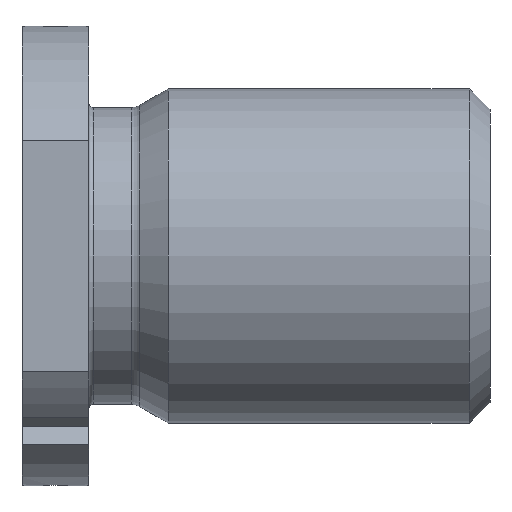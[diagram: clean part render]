
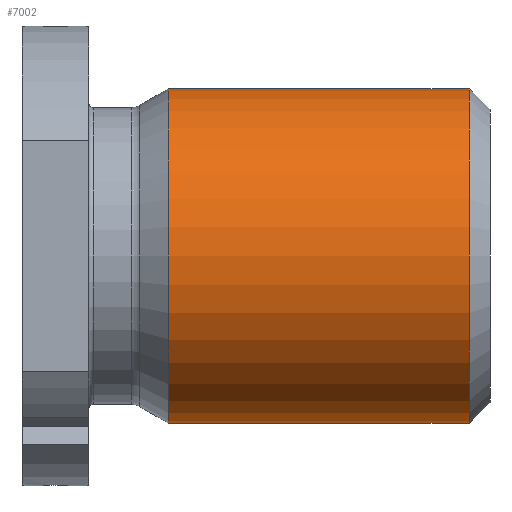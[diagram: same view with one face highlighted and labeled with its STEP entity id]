
A CAD part, front view. The second image highlights one B-rep face of the part: STEP entity #7002.
In plain terms, the highlighted cylindrical face has radius 40 mm (diameter 80 mm), a partial arc.
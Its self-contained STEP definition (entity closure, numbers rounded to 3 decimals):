
#1=CARTESIAN_POINT('',(107.,0.,0.));
#2=DIRECTION('',(-1.,0.,0.));
#3=DIRECTION('',(0.,0.,-1.));
#4=AXIS2_PLACEMENT_3D('',#1,#2,#3);
#19=DIRECTION('',(-1.,0.,0.));
#20=VECTOR('',#19,72.);
#21=CARTESIAN_POINT('',(107.,0.,-40.));
#22=LINE('',#21,#20);
#23=DIRECTION('',(-1.,0.,0.));
#24=VECTOR('',#23,72.);
#25=CARTESIAN_POINT('',(107.,0.,40.));
#26=LINE('',#25,#24);
#5238=CARTESIAN_POINT('',(35.,0.,0.));
#5239=DIRECTION('',(-1.,0.,0.));
#5240=DIRECTION('',(0.,0.,-1.));
#5241=AXIS2_PLACEMENT_3D('',#5238,#5239,#5240);
#5247=CARTESIAN_POINT('',(35.,0.,-40.));
#5248=CARTESIAN_POINT('',(35.,0.,40.));
#5249=VERTEX_POINT('',#5247);
#5250=VERTEX_POINT('',#5248);
#5251=CARTESIAN_POINT('',(107.,0.,-40.));
#5252=CARTESIAN_POINT('',(107.,0.,40.));
#5253=VERTEX_POINT('',#5251);
#5254=VERTEX_POINT('',#5252);
#6988=CARTESIAN_POINT('',(-5.6,0.,0.));
#6989=DIRECTION('',(1.,0.,0.));
#6990=DIRECTION('',(0.,0.,1.));
#6991=AXIS2_PLACEMENT_3D('',#6988,#6989,#6990);
#6992=CYLINDRICAL_SURFACE('',#6991,40.);
#6994=ORIENTED_EDGE('',*,*,#6993,.T.);
#6996=ORIENTED_EDGE('',*,*,#6995,.T.);
#6998=ORIENTED_EDGE('',*,*,#6997,.F.);
#6999=ORIENTED_EDGE('',*,*,#6978,.F.);
#7000=EDGE_LOOP('',(#6994,#6996,#6998,#6999));
#7001=FACE_OUTER_BOUND('',#7000,.F.);
#7002=ADVANCED_FACE('',(#7001),#6992,.T.);
#5=CIRCLE('',#4,40.);
#5242=CIRCLE('',#5241,40.);
#6978=EDGE_CURVE('',#5253,#5254,#5,.T.);
#6993=EDGE_CURVE('',#5253,#5249,#22,.T.);
#6995=EDGE_CURVE('',#5249,#5250,#5242,.T.);
#6997=EDGE_CURVE('',#5254,#5250,#26,.T.);
